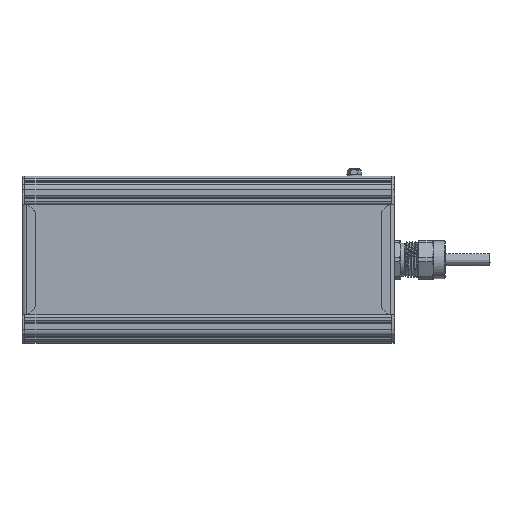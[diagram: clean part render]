
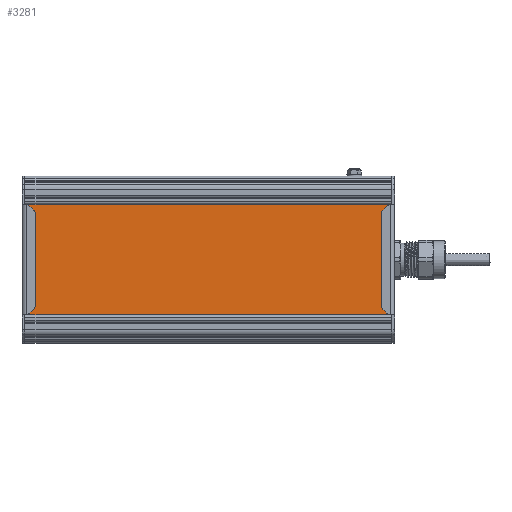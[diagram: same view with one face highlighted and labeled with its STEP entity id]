
A CAD part, front view. The second image highlights one B-rep face of the part: STEP entity #3281.
In plain terms, the highlighted face is planar.
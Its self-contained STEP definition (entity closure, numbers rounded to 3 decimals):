
#3281=ADVANCED_FACE('',(#12154),#12156,.T.);
#12154=FACE_BOUND('',#12155,.T.);
#12155=EDGE_LOOP('',(#36755,#36756,#36757,#36758));
#12156=PLANE('',#12157);
#12157=AXIS2_PLACEMENT_3D('',#12158,#12159,#12160);
#12158=CARTESIAN_POINT('',(120.465,593.492,117.308));
#12159=DIRECTION('',(0.,0.,-1.));
#12160=DIRECTION('',(0.,1.,0.));
#36755=ORIENTED_EDGE('',*,*,#41931,.T.);
#36756=ORIENTED_EDGE('',*,*,#41930,.F.);
#36757=ORIENTED_EDGE('',*,*,#41932,.T.);
#36758=ORIENTED_EDGE('',*,*,#41933,.T.);
#41930=EDGE_CURVE('',#45592,#45590,#45594,.T.);
#41931=EDGE_CURVE('',#45595,#45590,#45596,.T.);
#41932=EDGE_CURVE('',#45592,#45597,#45598,.T.);
#41933=EDGE_CURVE('',#45597,#45595,#45599,.T.);
#45590=VERTEX_POINT('',#56511);
#45592=VERTEX_POINT('',#56515);
#45594=LINE('',#56519,#56520);
#45595=VERTEX_POINT('',#56522);
#45596=LINE('',#56523,#56524);
#45597=VERTEX_POINT('',#56526);
#45598=LINE('',#56527,#56528);
#45599=LINE('',#56530,#56531);
#56511=CARTESIAN_POINT('',(366.465,593.492,117.308));
#56515=CARTESIAN_POINT('',(120.465,593.492,117.308));
#56519=CARTESIAN_POINT('',(120.465,593.492,117.308));
#56520=VECTOR('',#56521,1.);
#56521=DIRECTION('',(1.,0.,0.));
#56522=CARTESIAN_POINT('',(366.465,679.838,117.308));
#56523=CARTESIAN_POINT('',(366.465,679.838,117.308));
#56524=VECTOR('',#56525,1.);
#56525=DIRECTION('',(0.,-1.,0.));
#56526=CARTESIAN_POINT('',(120.465,679.838,117.308));
#56527=CARTESIAN_POINT('',(120.465,593.492,117.308));
#56528=VECTOR('',#56529,1.);
#56529=DIRECTION('',(0.,1.,0.));
#56530=CARTESIAN_POINT('',(120.465,679.838,117.308));
#56531=VECTOR('',#56532,1.);
#56532=DIRECTION('',(1.,0.,0.));
